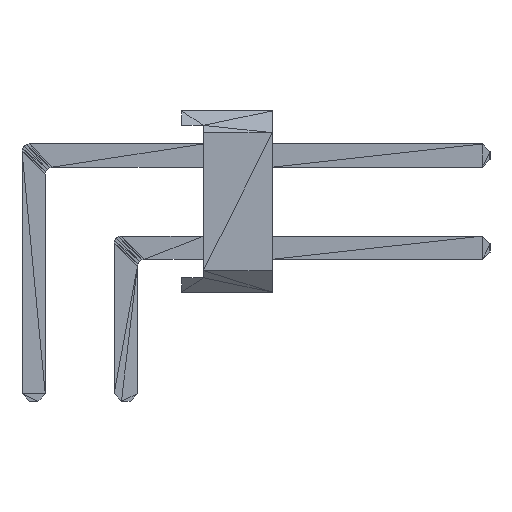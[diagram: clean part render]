
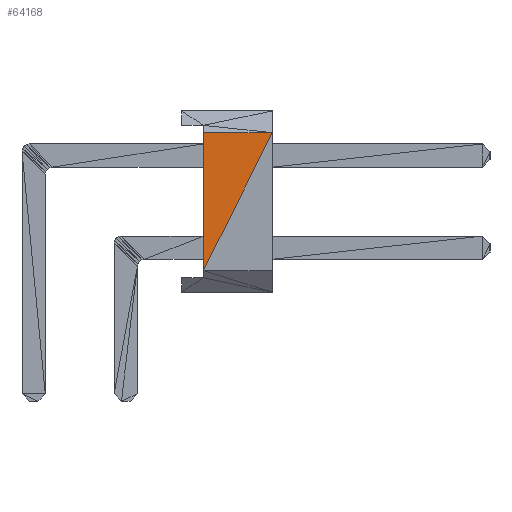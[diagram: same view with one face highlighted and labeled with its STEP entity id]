
A CAD part, left-side view. The second image highlights one B-rep face of the part: STEP entity #64168.
In plain terms, the highlighted planar face has unit normal (-1, 0, 0).
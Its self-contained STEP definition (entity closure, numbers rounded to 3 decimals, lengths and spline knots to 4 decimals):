
#4034=DIRECTION('',(-1.0,0.0,0.0));
#49098=CARTESIAN_POINT('',(-20.32,-1.25,4.4));
#49099=VERTEX_POINT('',#49098);
#49250=CARTESIAN_POINT('',(-20.32,0.65,4.4));
#49251=VERTEX_POINT('',#49250);
#49568=CARTESIAN_POINT('',(-20.32,0.65,0.6));
#49569=VERTEX_POINT('',#49568);
#64138=DIRECTION('',(0.0,0.447,-0.894));
#64139=VECTOR('',#64138,1000.0);
#64140=LINE('',#49098,#64139);
#64141=EDGE_CURVE('',#49099,#49569,#64140,.T.);
#64152=DIRECTION('',(0.0,1.0,0.0));
#64153=VECTOR('',#64152,1000.0);
#64154=LINE('',#49098,#64153);
#64155=EDGE_CURVE('',#49099,#49251,#64154,.T.);
#64156=DIRECTION('',(0.0,0.0,-1.0));
#64157=VECTOR('',#64156,1000.0);
#64158=LINE('',#49250,#64157);
#64159=EDGE_CURVE('',#49251,#49569,#64158,.T.);
#64160=ORIENTED_EDGE('',*,*,#64141,.F.);
#64161=ORIENTED_EDGE('',*,*,#64155,.T.);
#64162=ORIENTED_EDGE('',*,*,#64159,.T.);
#64163=DIRECTION('',(0.0,-0.447,0.894));
#64164=AXIS2_PLACEMENT_3D('',#49568,#4034,#64163);
#64165=PLANE('',#64164);
#64166=EDGE_LOOP('',(#64160,#64161,#64162));
#64167=FACE_BOUND('',#64166,.T.);
#64168=ADVANCED_FACE('',(#64167),#64165,.T.);
